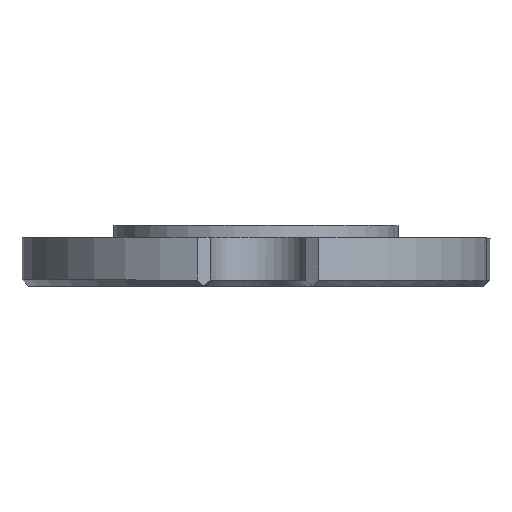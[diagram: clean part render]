
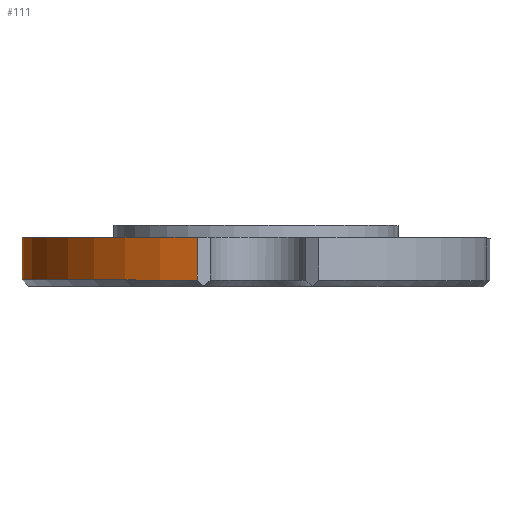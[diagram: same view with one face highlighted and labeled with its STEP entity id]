
A CAD part, left-side view. The second image highlights one B-rep face of the part: STEP entity #111.
In plain terms, the highlighted cylindrical face has radius 19 mm (diameter 38 mm), a partial arc.
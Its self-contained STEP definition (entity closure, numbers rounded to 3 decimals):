
#111 = ADVANCED_FACE( '', ( #230 ), #231, .T. );
#230 = FACE_OUTER_BOUND( '', #366, .T. );
#231 = CYLINDRICAL_SURFACE( '', #367, 19. );
#366 = EDGE_LOOP( '', ( #635, #636, #637, #638 ) );
#367 = AXIS2_PLACEMENT_3D( '', #639, #640, #641 );
#635 = ORIENTED_EDGE( '', *, *, #785, .F. );
#636 = ORIENTED_EDGE( '', *, *, #758, .F. );
#637 = ORIENTED_EDGE( '', *, *, #784, .F. );
#638 = ORIENTED_EDGE( '', *, *, #734, .F. );
#639 = CARTESIAN_POINT( '', ( -13.681, 0.139, -1.018 ) );
#640 = DIRECTION( '', ( -0.001, 0.001, -1. ) );
#641 = DIRECTION( '', ( 0.712, 0.702, 0.001 ) );
#734 = EDGE_CURVE( '', #834, #836, #837, .T. );
#758 = EDGE_CURVE( '', #881, #877, #883, .T. );
#784 = EDGE_CURVE( '', #836, #881, #927, .T. );
#785 = EDGE_CURVE( '', #877, #834, #928, .T. );
#834 = VERTEX_POINT( '', #1013 );
#836 = VERTEX_POINT( '', #1016 );
#837 = CIRCLE( '', #1017, 19. );
#877 = VERTEX_POINT( '', #1059 );
#881 = VERTEX_POINT( '', #1063 );
#883 = CIRCLE( '', #1065, 19. );
#927 = LINE( '', #1133, #1134 );
#928 = LINE( '', #1135, #1136 );
#1013 = CARTESIAN_POINT( '', ( -3.599, 16.243, -1. ) );
#1016 = CARTESIAN_POINT( '', ( -32.103, 4.788, -1.001 ) );
#1017 = AXIS2_PLACEMENT_3D( '', #1188, #1189, #1190 );
#1059 = CARTESIAN_POINT( '', ( -3.601, 16.249, -4.5 ) );
#1063 = CARTESIAN_POINT( '', ( -32.105, 4.793, -4.501 ) );
#1065 = AXIS2_PLACEMENT_3D( '', #1256, #1257, #1258 );
#1133 = CARTESIAN_POINT( '', ( -32.103, 4.788, -1.001 ) );
#1134 = VECTOR( '', #1316, 1000. );
#1135 = CARTESIAN_POINT( '', ( -3.599, 16.243, -1. ) );
#1136 = VECTOR( '', #1317, 1000. );
#1188 = CARTESIAN_POINT( '', ( -13.681, 0.139, -1.018 ) );
#1189 = DIRECTION( '', ( 0.001, -0.001, 1. ) );
#1190 = DIRECTION( '', ( 0.712, 0.702, 0.001 ) );
#1256 = CARTESIAN_POINT( '', ( -13.683, 0.144, -4.518 ) );
#1257 = DIRECTION( '', ( -0.001, 0.001, -1. ) );
#1258 = DIRECTION( '', ( 0.712, 0.702, 0.001 ) );
#1316 = DIRECTION( '', ( -0.001, 0.001, -1. ) );
#1317 = DIRECTION( '', ( 0.001, -0.001, 1. ) );
